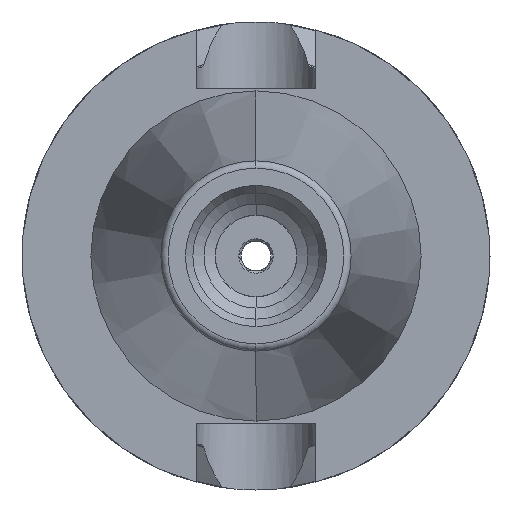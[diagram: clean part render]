
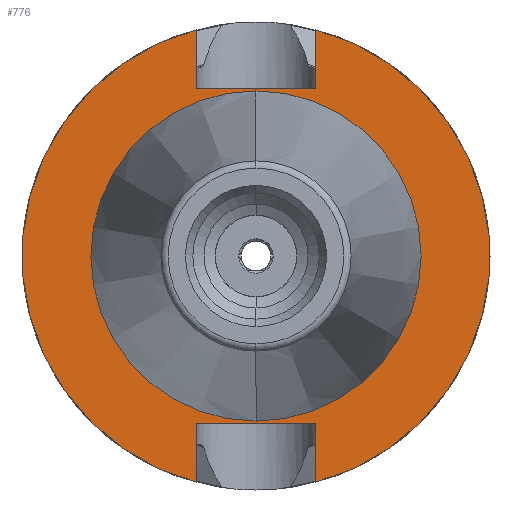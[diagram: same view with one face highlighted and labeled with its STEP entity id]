
A CAD part, left-side view. The second image highlights one B-rep face of the part: STEP entity #776.
In plain terms, the highlighted planar face has unit normal (-1, 0, 0).
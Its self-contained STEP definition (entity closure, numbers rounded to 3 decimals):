
#75 = VERTEX_POINT ( 'NONE', #4433 ) ;
#164 = CARTESIAN_POINT ( 'NONE',  ( 2., -8.05, -30.454 ) ) ;
#207 = CARTESIAN_POINT ( 'NONE',  ( 2., 8.05, -30.454 ) ) ;
#302 = ORIENTED_EDGE ( 'NONE', *, *, #8315, .T. ) ;
#387 = LINE ( 'NONE', #2489, #6895 ) ;
#560 = DIRECTION ( 'NONE',  ( 0., 0., 1. ) ) ;
#689 = VECTOR ( 'NONE', #7564, 1000. ) ;
#776 = ADVANCED_FACE ( 'NONE', ( #6850, #8756 ), #10378, .F. ) ;
#845 = CIRCLE ( 'NONE', #9082, 31.5 ) ;
#963 = DIRECTION ( 'NONE',  ( 0., 0., -1. ) ) ;
#1264 = CARTESIAN_POINT ( 'NONE',  ( 2., -8.05, 22.6 ) ) ;
#1453 = DIRECTION ( 'NONE',  ( 0., 0., -1. ) ) ;
#1742 = CARTESIAN_POINT ( 'NONE',  ( 2., 8.05, -22.6 ) ) ;
#1965 = CARTESIAN_POINT ( 'NONE',  ( 2., 0., 0. ) ) ;
#2050 = CARTESIAN_POINT ( 'NONE',  ( 2., 0., 0. ) ) ;
#2232 = VERTEX_POINT ( 'NONE', #6635 ) ;
#2255 = CARTESIAN_POINT ( 'NONE',  ( 2., 0., 0. ) ) ;
#2412 = EDGE_CURVE ( 'NONE', #4431, #5166, #10398, .T. ) ;
#2489 = CARTESIAN_POINT ( 'NONE',  ( 2., -8.05, 30.454 ) ) ;
#2493 = VERTEX_POINT ( 'NONE', #1742 ) ;
#2518 = ORIENTED_EDGE ( 'NONE', *, *, #6350, .F. ) ;
#2742 = ORIENTED_EDGE ( 'NONE', *, *, #9934, .F. ) ;
#2762 = ORIENTED_EDGE ( 'NONE', *, *, #9135, .F. ) ;
#2845 = LINE ( 'NONE', #164, #7789 ) ;
#3141 = ORIENTED_EDGE ( 'NONE', *, *, #5589, .T. ) ;
#3187 = CARTESIAN_POINT ( 'NONE',  ( 2., 0., 0. ) ) ;
#3192 = LINE ( 'NONE', #5416, #5355 ) ;
#3204 = CARTESIAN_POINT ( 'NONE',  ( 2., 8.05, 22.6 ) ) ;
#3561 = ORIENTED_EDGE ( 'NONE', *, *, #4914, .T. ) ;
#3964 = CARTESIAN_POINT ( 'NONE',  ( 2., 8.05, 30.454 ) ) ;
#4062 = CARTESIAN_POINT ( 'NONE',  ( 2., 0., -21.725 ) ) ;
#4179 = AXIS2_PLACEMENT_3D ( 'NONE', #2050, #9397, #4596 ) ;
#4215 = DIRECTION ( 'NONE',  ( 1., 0., 0. ) ) ;
#4413 = AXIS2_PLACEMENT_3D ( 'NONE', #3187, #10400, #4934 ) ;
#4431 = VERTEX_POINT ( 'NONE', #3204 ) ;
#4433 = CARTESIAN_POINT ( 'NONE',  ( 2., -8.05, -22.6 ) ) ;
#4591 = CIRCLE ( 'NONE', #4413, 31.5 ) ;
#4596 = DIRECTION ( 'NONE',  ( 0., 0., -1. ) ) ;
#4723 = EDGE_CURVE ( 'NONE', #2232, #75, #2845, .T. ) ;
#4834 = EDGE_LOOP ( 'NONE', ( #302, #3561 ) ) ;
#4914 = EDGE_CURVE ( 'NONE', #6944, #8326, #5457, .T. ) ;
#4934 = DIRECTION ( 'NONE',  ( 0., 0., 1. ) ) ;
#4941 = EDGE_LOOP ( 'NONE', ( #9778, #9951, #2762, #9381, #3141, #2518, #6385, #2742 ) ) ;
#4992 = AXIS2_PLACEMENT_3D ( 'NONE', #5035, #6647, #963 ) ;
#5035 = CARTESIAN_POINT ( 'NONE',  ( 2., 0., 0. ) ) ;
#5166 = VERTEX_POINT ( 'NONE', #5381 ) ;
#5276 = DIRECTION ( 'NONE',  ( -1., 0., 0. ) ) ;
#5355 = VECTOR ( 'NONE', #10281, 1000. ) ;
#5381 = CARTESIAN_POINT ( 'NONE',  ( 2., -8.05, 22.6 ) ) ;
#5416 = CARTESIAN_POINT ( 'NONE',  ( 2., -8.05, -22.6 ) ) ;
#5457 = CIRCLE ( 'NONE', #9009, 21.725 ) ;
#5514 = LINE ( 'NONE', #6030, #7632 ) ;
#5589 = EDGE_CURVE ( 'NONE', #2232, #8363, #845, .T. ) ;
#5810 = CARTESIAN_POINT ( 'NONE',  ( 2., 0., 21.725 ) ) ;
#6030 = CARTESIAN_POINT ( 'NONE',  ( 2., 8.05, -30.454 ) ) ;
#6350 = EDGE_CURVE ( 'NONE', #5166, #8363, #387, .T. ) ;
#6385 = ORIENTED_EDGE ( 'NONE', *, *, #2412, .F. ) ;
#6635 = CARTESIAN_POINT ( 'NONE',  ( 2., -8.05, -30.454 ) ) ;
#6647 = DIRECTION ( 'NONE',  ( 1., 0., 0. ) ) ;
#6850 = FACE_OUTER_BOUND ( 'NONE', #4941, .T. ) ;
#6895 = VECTOR ( 'NONE', #9815, 1000. ) ;
#6928 = LINE ( 'NONE', #9205, #689 ) ;
#6944 = VERTEX_POINT ( 'NONE', #4062 ) ;
#6992 = EDGE_CURVE ( 'NONE', #2493, #7712, #5514, .T. ) ;
#7320 = VECTOR ( 'NONE', #7717, 1000. ) ;
#7454 = DIRECTION ( 'NONE',  ( 0., 0., 1. ) ) ;
#7486 = EDGE_CURVE ( 'NONE', #10388, #7712, #4591, .T. ) ;
#7564 = DIRECTION ( 'NONE',  ( 0., 0., -1. ) ) ;
#7632 = VECTOR ( 'NONE', #1453, 1000. ) ;
#7712 = VERTEX_POINT ( 'NONE', #207 ) ;
#7717 = DIRECTION ( 'NONE',  ( 0., -1., 0. ) ) ;
#7788 = DIRECTION ( 'NONE',  ( 0., 0., -1. ) ) ;
#7789 = VECTOR ( 'NONE', #560, 1000. ) ;
#8175 = CIRCLE ( 'NONE', #4992, 21.725 ) ;
#8222 = CARTESIAN_POINT ( 'NONE',  ( 2., -8.05, 30.454 ) ) ;
#8315 = EDGE_CURVE ( 'NONE', #8326, #6944, #8175, .T. ) ;
#8326 = VERTEX_POINT ( 'NONE', #5810 ) ;
#8363 = VERTEX_POINT ( 'NONE', #8222 ) ;
#8756 = FACE_BOUND ( 'NONE', #4834, .T. ) ;
#9009 = AXIS2_PLACEMENT_3D ( 'NONE', #1965, #4215, #7788 ) ;
#9082 = AXIS2_PLACEMENT_3D ( 'NONE', #2255, #5276, #7454 ) ;
#9135 = EDGE_CURVE ( 'NONE', #75, #2493, #3192, .T. ) ;
#9205 = CARTESIAN_POINT ( 'NONE',  ( 2., 8.05, 30.454 ) ) ;
#9381 = ORIENTED_EDGE ( 'NONE', *, *, #4723, .F. ) ;
#9397 = DIRECTION ( 'NONE',  ( 1., 0., 0. ) ) ;
#9778 = ORIENTED_EDGE ( 'NONE', *, *, #7486, .T. ) ;
#9815 = DIRECTION ( 'NONE',  ( 0., 0., 1. ) ) ;
#9934 = EDGE_CURVE ( 'NONE', #10388, #4431, #6928, .T. ) ;
#9951 = ORIENTED_EDGE ( 'NONE', *, *, #6992, .F. ) ;
#10281 = DIRECTION ( 'NONE',  ( 0., 1., 0. ) ) ;
#10378 = PLANE ( 'NONE',  #4179 ) ;
#10388 = VERTEX_POINT ( 'NONE', #3964 ) ;
#10398 = LINE ( 'NONE', #1264, #7320 ) ;
#10400 = DIRECTION ( 'NONE',  ( -1., 0., 0. ) ) ;
